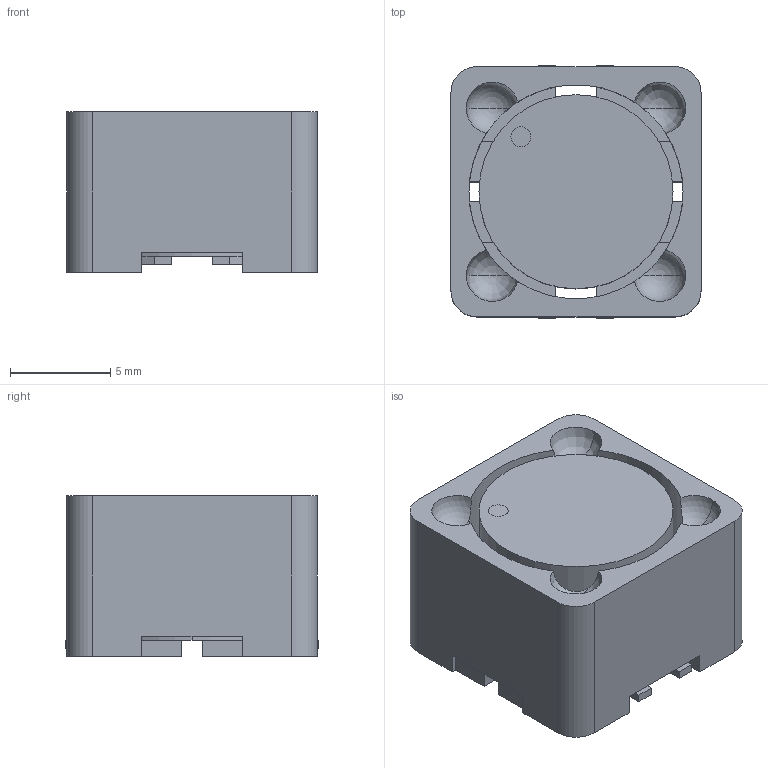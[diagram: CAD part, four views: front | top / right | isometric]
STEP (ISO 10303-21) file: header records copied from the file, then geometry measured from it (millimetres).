
FILE_DESCRIPTION((''),'2;1');
FILE_NAME('IND_PULSE_PF0553NL.stp','2011-10-06T09:57:17',(''),(''),'Mechanical Desktop 2011','Mechanical Desktop 2011',', , ');
FILE_SCHEMA(('AUTOMOTIVE_DESIGN { 1 2 10303 214 1 1 1 1 }'));
Length unit declared in the file: millimetre
Products named in the file (1): Product
Bounding box: 12.5 x 12.63 x 8 mm (x, y, z)
Volume: 1054.9 mm3; surface area: 1357.2 mm2
Topology: 11 solids, 11 shells, 118 faces, 300 edges, 196 vertices
Faces by surface type: plane 68, bspline 28, cylinder 18, sphere 4
Entity records: 3891 total; most frequent: CARTESIAN_POINT 1051, ORIENTED_EDGE 584, DIRECTION 542, EDGE_CURVE 292, VECTOR 208, LINE 208, VERTEX_POINT 196, AXIS2_PLACEMENT_3D 167
